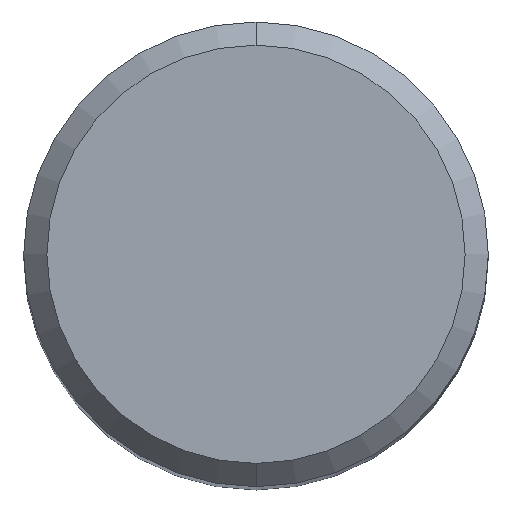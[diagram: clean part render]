
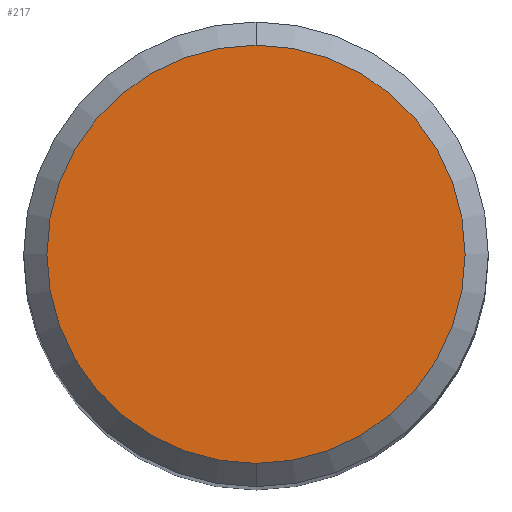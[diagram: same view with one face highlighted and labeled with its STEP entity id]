
A CAD part, top view. The second image highlights one B-rep face of the part: STEP entity #217.
In plain terms, the highlighted planar face has unit normal (0, 0, 1).
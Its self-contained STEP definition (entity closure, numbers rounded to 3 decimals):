
#217=ADVANCED_FACE('',(#521),#522,.T.);
#227=EDGE_CURVE('',#429,#409,#534,.T.);
#295=EDGE_CURVE('',#409,#429,#608,.T.);
#409=VERTEX_POINT('',#731);
#429=VERTEX_POINT('',#753);
#521=FACE_OUTER_BOUND('',#856,.T.);
#522=PLANE('',#857);
#534=CIRCLE('',#888,4.5);
#608=CIRCLE('',#1103,4.5);
#731=CARTESIAN_POINT('',(0.0,4.5,0.0));
#753=CARTESIAN_POINT('',(0.,-4.5,0.0));
#856=EDGE_LOOP('',(#1500,#1501));
#857=AXIS2_PLACEMENT_3D('',#1502,#1503,#1504);
#888=AXIS2_PLACEMENT_3D('',#1531,#1532,#1533);
#1103=AXIS2_PLACEMENT_3D('',#1602,#1603,#1604);
#1500=ORIENTED_EDGE('',*,*,#295,.F.);
#1501=ORIENTED_EDGE('',*,*,#227,.F.);
#1502=CARTESIAN_POINT('',(0.0,2.25,0.0));
#1503=DIRECTION('',(-0.0,0.0,1.0));
#1504=DIRECTION('',(0.0,-1.0,0.0));
#1531=CARTESIAN_POINT('',(0.0,0.0,0.0));
#1532=DIRECTION('',(0.0,0.0,-1.0));
#1533=DIRECTION('',(0.0,1.0,0.0));
#1602=CARTESIAN_POINT('',(0.0,0.0,0.0));
#1603=DIRECTION('',(0.0,0.0,-1.0));
#1604=DIRECTION('',(0.0,1.0,0.0));
